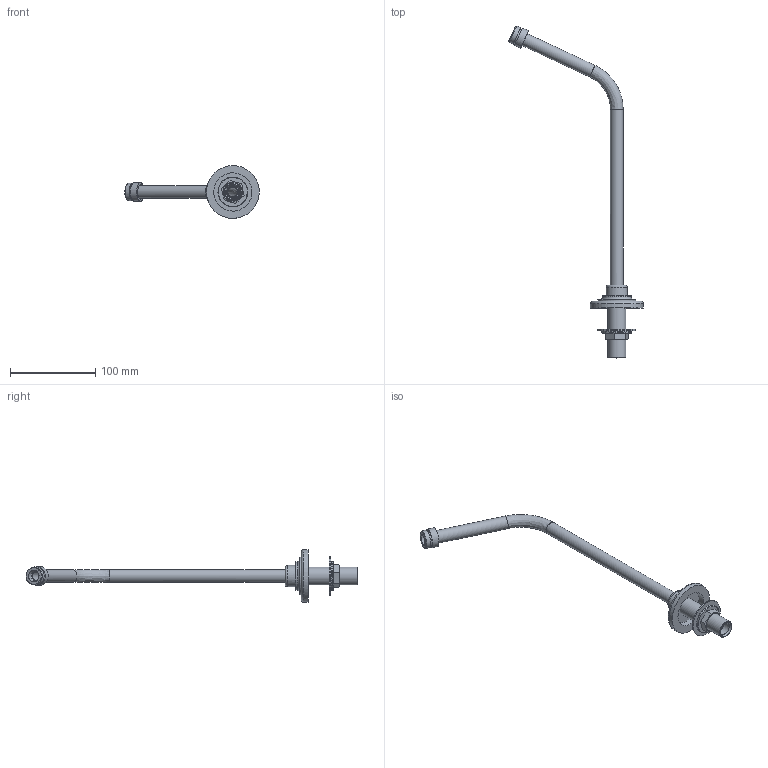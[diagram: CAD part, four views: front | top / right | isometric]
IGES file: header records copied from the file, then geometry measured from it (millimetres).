
Global section: file name: V922-CP; native system: Autodesk Inventor 2018; preprocessor: unknown; author: mblakey; date: 20190705.115602; units: millimetre
Bounding box: 158.03 x 390.25 x 61.95 mm (x, y, z)
Volume: 70706.5 mm3; surface area: 57792.4 mm2
Topology: 7 solids, 7 shells, 71 faces, 177 edges, 130 vertices
Faces by surface type: bspline 71
